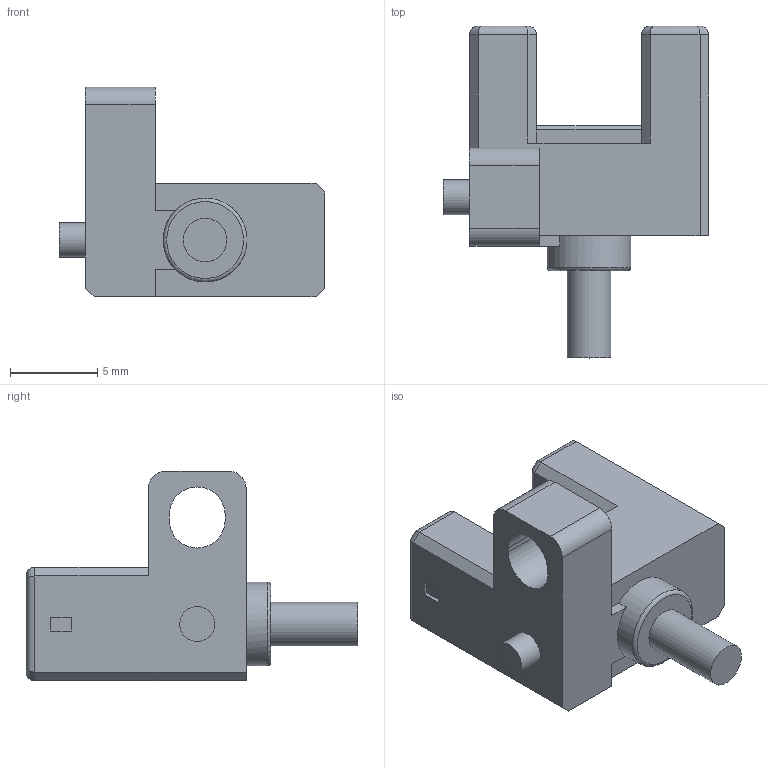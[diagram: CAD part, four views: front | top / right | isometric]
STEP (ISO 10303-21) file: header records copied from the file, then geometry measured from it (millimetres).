
FILE_DESCRIPTION(/* description */ (''),/* implementation_level */ '2;1');
FILE_NAME(/* name */ 'FG35PF.stp',/* time_stamp */ '2022-05-10T09:19:11+08:00',/* author */ (''),/* organization */ (''),/* preprocessor_version */ 'ST-DEVELOPER v16',/* originating_system */ 'SIEMENS PLM Software NX 10.0',/* authorisation */ '');
FILE_SCHEMA (('CONFIG_CONTROL_DESIGN'));
Length unit declared in the file: millimetre
Products named in the file (1): FG35PF
Bounding box: 15.2 x 19 x 12 mm (x, y, z)
Volume: 993.2 mm3; surface area: 856.4 mm2
Topology: 1 solids, 1 shells, 86 faces, 217 edges, 139 vertices
Faces by surface type: plane 62, cylinder 23, torus 1
Full cylindrical faces by diameter (mm): 2 x1, 2.5 x1, 4.8 x1
Entity records: 2596 total; most frequent: CARTESIAN_POINT 437, ORIENTED_EDGE 424, DIRECTION 418, EDGE_CURVE 212, LINE 180, VECTOR 180, VERTEX_POINT 138, AXIS2_PLACEMENT_3D 119
